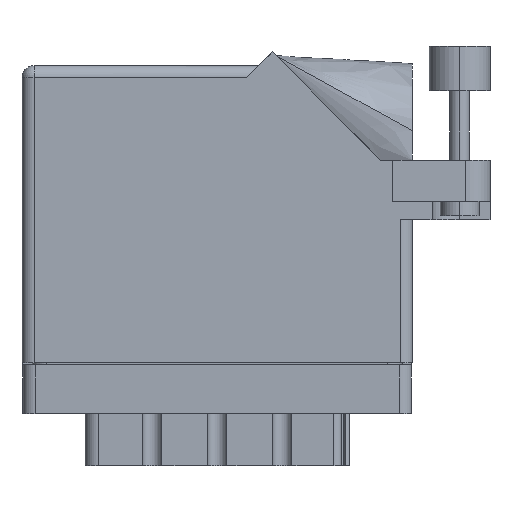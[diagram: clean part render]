
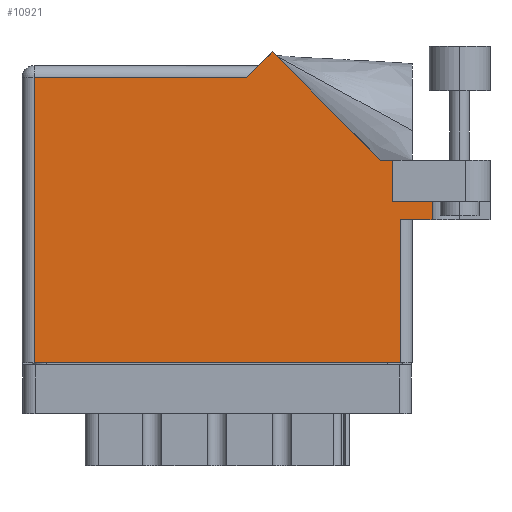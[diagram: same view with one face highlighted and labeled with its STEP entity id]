
A CAD part, front view. The second image highlights one B-rep face of the part: STEP entity #10921.
In plain terms, the highlighted face is planar.
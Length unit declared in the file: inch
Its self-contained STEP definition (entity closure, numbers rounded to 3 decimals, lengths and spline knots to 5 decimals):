
#930 = LINE ( 'NONE', #7879, #23127 ) ;
#1027 = EDGE_CURVE ( 'NONE', #18968, #32776, #930, .T. ) ;
#1512 = CARTESIAN_POINT ( 'NONE',  ( 0., 1.53, 0. ) ) ;
#2537 = VECTOR ( 'NONE', #16226, 39.37008 ) ;
#2750 = DIRECTION ( 'NONE',  ( 1., 0., 0. ) ) ;
#2795 = FACE_OUTER_BOUND ( 'NONE', #28167, .T. ) ;
#3214 = CARTESIAN_POINT ( 'NONE',  ( 1.84442, 1.044, 0. ) ) ;
#3737 = VECTOR ( 'NONE', #23410, 39.37008 ) ;
#4055 = VECTOR ( 'NONE', #17820, 39.37008 ) ;
#5437 = EDGE_CURVE ( 'NONE', #32776, #14278, #37303, .T. ) ;
#6547 = VECTOR ( 'NONE', #24655, 39.37008 ) ;
#6609 = CARTESIAN_POINT ( 'NONE',  ( 1.948, 0.737, 0. ) ) ;
#6624 = EDGE_CURVE ( 'NONE', #20648, #14278, #28229, .T. ) ;
#6822 = LINE ( 'NONE', #23122, #13641 ) ;
#7879 = CARTESIAN_POINT ( 'NONE',  ( 1.91, 0.831, 0. ) ) ;
#8596 = DIRECTION ( 'NONE',  ( 0., 1., 0. ) ) ;
#9793 = EDGE_CURVE ( 'NONE', #20658, #15766, #26023, .T. ) ;
#10921 = ADVANCED_FACE ( 'NONE', ( #2795 ), #12925, .F. ) ;
#11663 = EDGE_CURVE ( 'NONE', #15766, #18759, #6822, .T. ) ;
#11670 = EDGE_CURVE ( 'NONE', #14644, #34080, #13157, .T. ) ;
#12094 = DIRECTION ( 'NONE',  ( 0., -1., 0. ) ) ;
#12118 = EDGE_CURVE ( 'NONE', #26552, #20658, #16328, .T. ) ;
#12679 = EDGE_CURVE ( 'NONE', #34080, #26552, #34288, .T. ) ;
#12709 = CARTESIAN_POINT ( 'NONE',  ( 1.84442, 1.044, 0. ) ) ;
#12925 = PLANE ( 'NONE',  #26619 ) ;
#13157 = LINE ( 'NONE', #15027, #4055 ) ;
#13641 = VECTOR ( 'NONE', #12094, 39.37008 ) ;
#13984 = CARTESIAN_POINT ( 'NONE',  ( 2.1115, 0.831, 0. ) ) ;
#14278 = VERTEX_POINT ( 'NONE', #31820 ) ;
#14644 = VERTEX_POINT ( 'NONE', #14681 ) ;
#14681 = CARTESIAN_POINT ( 'NONE',  ( 1.91, 1.044, 0. ) ) ;
#14883 = ORIENTED_EDGE ( 'NONE', *, *, #9793, .T. ) ;
#15016 = ORIENTED_EDGE ( 'NONE', *, *, #5437, .F. ) ;
#15027 = CARTESIAN_POINT ( 'NONE',  ( 2.41, 1.044, 0. ) ) ;
#15215 = VECTOR ( 'NONE', #2750, 39.37008 ) ;
#15766 = VERTEX_POINT ( 'NONE', #23569 ) ;
#16226 = DIRECTION ( 'NONE',  ( 0., 1., 0. ) ) ;
#16328 = LINE ( 'NONE', #20047, #29412 ) ;
#16406 = CARTESIAN_POINT ( 'NONE',  ( 1.948, 0., 0. ) ) ;
#17664 = ORIENTED_EDGE ( 'NONE', *, *, #11663, .T. ) ;
#17820 = DIRECTION ( 'NONE',  ( -1., 0., 0. ) ) ;
#18087 = EDGE_CURVE ( 'NONE', #22336, #20648, #24763, .T. ) ;
#18759 = VERTEX_POINT ( 'NONE', #31498 ) ;
#18968 = VERTEX_POINT ( 'NONE', #30608 ) ;
#19402 = VECTOR ( 'NONE', #24256, 39.37008 ) ;
#19535 = DIRECTION ( 'NONE',  ( 1., 0., 0. ) ) ;
#19860 = CARTESIAN_POINT ( 'NONE',  ( 0., 0., 0. ) ) ;
#20047 = CARTESIAN_POINT ( 'NONE',  ( 1.217, 1.53, 0. ) ) ;
#20141 = VECTOR ( 'NONE', #30949, 39.37008 ) ;
#20498 = CARTESIAN_POINT ( 'NONE',  ( 2.01, 0.737, 0. ) ) ;
#20648 = VERTEX_POINT ( 'NONE', #6609 ) ;
#20658 = VERTEX_POINT ( 'NONE', #27000 ) ;
#21493 = CARTESIAN_POINT ( 'NONE',  ( 1.28771, 1.60071, 0. ) ) ;
#22336 = VERTEX_POINT ( 'NONE', #16406 ) ;
#23122 = CARTESIAN_POINT ( 'NONE',  ( 0.062, 0., 0. ) ) ;
#23127 = VECTOR ( 'NONE', #19535, 39.37008 ) ;
#23410 = DIRECTION ( 'NONE',  ( 1., 0., 0. ) ) ;
#23454 = EDGE_CURVE ( 'NONE', #18759, #22336, #24257, .T. ) ;
#23569 = CARTESIAN_POINT ( 'NONE',  ( 0.062, 1.468, 0. ) ) ;
#24256 = DIRECTION ( 'NONE',  ( -0.707, 0.707, 0. ) ) ;
#24257 = LINE ( 'NONE', #19860, #15215 ) ;
#24375 = ORIENTED_EDGE ( 'NONE', *, *, #23454, .T. ) ;
#24655 = DIRECTION ( 'NONE',  ( -1., 0., 0. ) ) ;
#24763 = LINE ( 'NONE', #30615, #2537 ) ;
#26023 = LINE ( 'NONE', #36246, #6547 ) ;
#26167 = ORIENTED_EDGE ( 'NONE', *, *, #12118, .T. ) ;
#26447 = ORIENTED_EDGE ( 'NONE', *, *, #30412, .T. ) ;
#26552 = VERTEX_POINT ( 'NONE', #21493 ) ;
#26619 = AXIS2_PLACEMENT_3D ( 'NONE', #1512, #30387, #33139 ) ;
#27000 = CARTESIAN_POINT ( 'NONE',  ( 1.155, 1.468, 0. ) ) ;
#28167 = EDGE_LOOP ( 'NONE', ( #24375, #30990, #35766, #15016, #36282, #26447, #34983, #29839, #26167, #14883, #17664 ) ) ;
#28189 = VECTOR ( 'NONE', #8596, 39.37008 ) ;
#28229 = LINE ( 'NONE', #20498, #3737 ) ;
#29088 = CARTESIAN_POINT ( 'NONE',  ( 1.91, 0.831, 0. ) ) ;
#29412 = VECTOR ( 'NONE', #31425, 39.37008 ) ;
#29839 = ORIENTED_EDGE ( 'NONE', *, *, #12679, .T. ) ;
#30387 = DIRECTION ( 'NONE',  ( 0., 0., -1. ) ) ;
#30412 = EDGE_CURVE ( 'NONE', #18968, #14644, #35390, .T. ) ;
#30608 = CARTESIAN_POINT ( 'NONE',  ( 1.91, 0.831, 0. ) ) ;
#30615 = CARTESIAN_POINT ( 'NONE',  ( 1.948, 0.737, 0. ) ) ;
#30949 = DIRECTION ( 'NONE',  ( 0., -1., 0. ) ) ;
#30990 = ORIENTED_EDGE ( 'NONE', *, *, #18087, .T. ) ;
#31071 = CARTESIAN_POINT ( 'NONE',  ( 2.1115, 1.16177, 0. ) ) ;
#31425 = DIRECTION ( 'NONE',  ( -0.707, -0.707, 0. ) ) ;
#31498 = CARTESIAN_POINT ( 'NONE',  ( 0.062, 0., 0. ) ) ;
#31820 = CARTESIAN_POINT ( 'NONE',  ( 2.1115, 0.737, 0. ) ) ;
#32776 = VERTEX_POINT ( 'NONE', #13984 ) ;
#33139 = DIRECTION ( 'NONE',  ( -1., 0., 0. ) ) ;
#34080 = VERTEX_POINT ( 'NONE', #3214 ) ;
#34288 = LINE ( 'NONE', #12709, #19402 ) ;
#34983 = ORIENTED_EDGE ( 'NONE', *, *, #11670, .T. ) ;
#35390 = LINE ( 'NONE', #29088, #28189 ) ;
#35766 = ORIENTED_EDGE ( 'NONE', *, *, #6624, .T. ) ;
#36246 = CARTESIAN_POINT ( 'NONE',  ( 0., 1.468, 0. ) ) ;
#36282 = ORIENTED_EDGE ( 'NONE', *, *, #1027, .F. ) ;
#37303 = LINE ( 'NONE', #31071, #20141 ) ;
